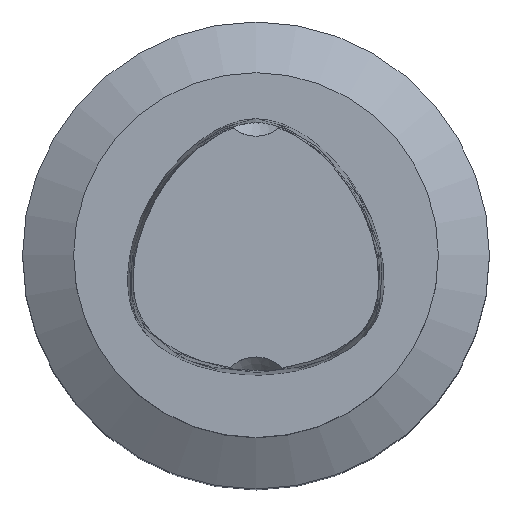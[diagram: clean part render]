
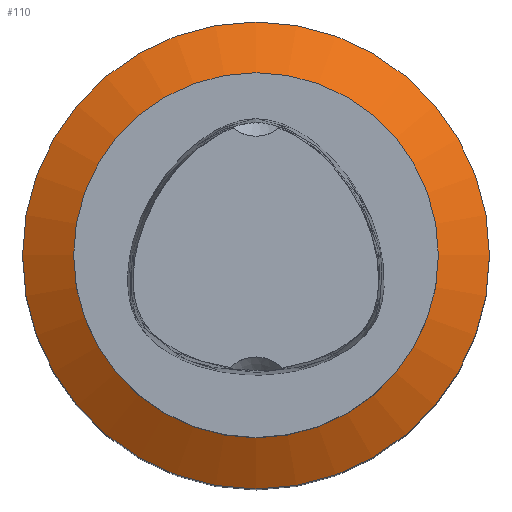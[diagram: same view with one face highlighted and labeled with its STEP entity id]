
A CAD part, top view. The second image highlights one B-rep face of the part: STEP entity #110.
In plain terms, the highlighted conical face has half-angle 60 degrees and reference radius 28.5 mm.
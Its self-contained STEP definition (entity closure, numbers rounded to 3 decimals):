
#110=ADVANCED_FACE('240[2]',(#228,#229),#230,.T.);
#120=EDGE_CURVE('240[2]',#241,#241,#242,.T.);
#129=EDGE_CURVE('240[2]',#253,#253,#254,.T.);
#228=FACE_BOUND('',#1447,.T.);
#229=FACE_BOUND('',#1448,.T.);
#230=CONICAL_SURFACE('',#1449,28.5,1.047);
#241=VERTEX_POINT('',#1463);
#242=CIRCLE('',#1464,25.0);
#253=VERTEX_POINT('',#1479);
#254=CIRCLE('',#1480,32.0);
#1447=EDGE_LOOP('',(#1614));
#1448=EDGE_LOOP('',(#1615));
#1449=AXIS2_PLACEMENT_3D('',#1616,#1617,#1618);
#1463=CARTESIAN_POINT('',(0.,25.0,-23.144));
#1464=AXIS2_PLACEMENT_3D('',#1628,#1629,#1630);
#1479=CARTESIAN_POINT('',(0.,32.0,-27.186));
#1480=AXIS2_PLACEMENT_3D('',#1644,#1645,#1646);
#1614=ORIENTED_EDGE('',*,*,#129,.F.);
#1615=ORIENTED_EDGE('',*,*,#120,.T.);
#1616=CARTESIAN_POINT('',(0.,0.,-25.165));
#1617=DIRECTION('',(0.,0.,-1.0));
#1618=DIRECTION('',(0.,1.0,0.));
#1628=CARTESIAN_POINT('',(0.,0.,-23.144));
#1629=DIRECTION('',(0.,0.,-1.0));
#1630=DIRECTION('',(0.,1.0,0.));
#1644=CARTESIAN_POINT('',(0.,0.,-27.186));
#1645=DIRECTION('',(0.,0.,-1.0));
#1646=DIRECTION('',(0.,1.0,0.));
